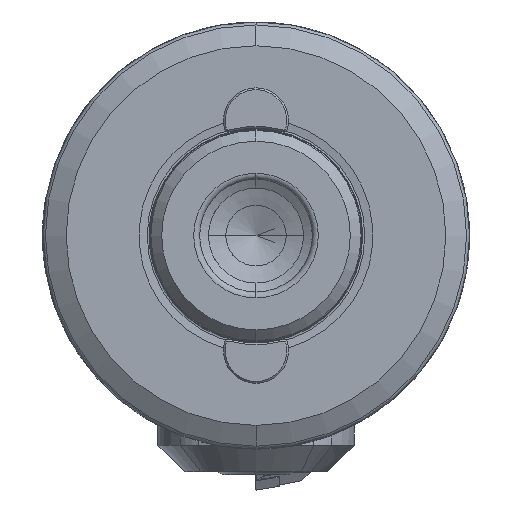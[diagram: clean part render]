
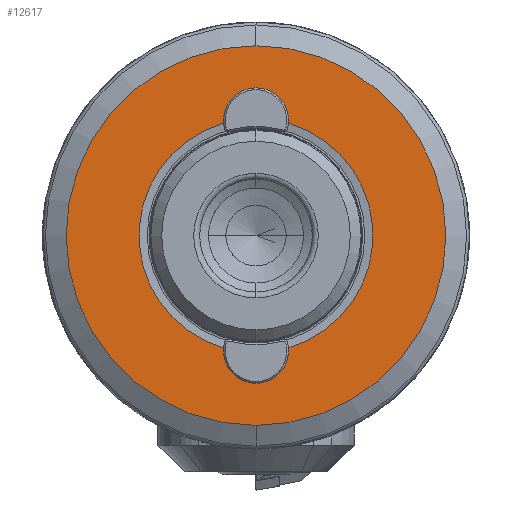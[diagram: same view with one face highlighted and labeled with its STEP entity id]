
A CAD part, left-side view. The second image highlights one B-rep face of the part: STEP entity #12617.
In plain terms, the highlighted planar face has unit normal (-1, 0, 0).
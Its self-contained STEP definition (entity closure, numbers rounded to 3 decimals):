
#531 = ORIENTED_EDGE ( 'NONE', *, *, #7201, .T. ) ;
#1017 = ORIENTED_EDGE ( 'NONE', *, *, #28168, .F. ) ;
#1097 = EDGE_CURVE ( 'NONE', #36090, #3398, #15258, .T. ) ;
#1344 = DIRECTION ( 'NONE',  ( 0., 0., 1. ) ) ;
#1365 = DIRECTION ( 'NONE',  ( -1., 0., 0. ) ) ;
#1890 = EDGE_CURVE ( 'NONE', #19141, #36090, #27361, .T. ) ;
#2186 = DIRECTION ( 'NONE',  ( 0., 0., -1. ) ) ;
#2802 = FACE_BOUND ( 'NONE', #10880, .T. ) ;
#2856 = CARTESIAN_POINT ( 'NONE',  ( 0., -2.305, 19.58 ) ) ;
#3398 = VERTEX_POINT ( 'NONE', #21578 ) ;
#3677 = CARTESIAN_POINT ( 'NONE',  ( 0., 0., 24.5 ) ) ;
#4072 = AXIS2_PLACEMENT_3D ( 'NONE', #6892, #27778, #9906 ) ;
#4102 = CARTESIAN_POINT ( 'NONE',  ( 0., 2.305, -19.58 ) ) ;
#6127 = CIRCLE ( 'NONE', #8513, 19.715 ) ;
#6520 = CARTESIAN_POINT ( 'NONE',  ( 0., 2.305, 19.58 ) ) ;
#6892 = CARTESIAN_POINT ( 'NONE',  ( 0., 0., -21.5 ) ) ;
#7201 = EDGE_CURVE ( 'NONE', #29540, #11794, #9657, .T. ) ;
#8054 = CARTESIAN_POINT ( 'NONE',  ( 0., 19.715, 0. ) ) ;
#8414 = DIRECTION ( 'NONE',  ( -1., 0., 0. ) ) ;
#8513 = AXIS2_PLACEMENT_3D ( 'NONE', #19198, #1365, #22212 ) ;
#9657 = CIRCLE ( 'NONE', #28838, 32. ) ;
#9841 = EDGE_CURVE ( 'NONE', #37050, #18121, #21639, .T. ) ;
#9906 = DIRECTION ( 'NONE',  ( 0., 0., 1. ) ) ;
#10596 = CARTESIAN_POINT ( 'NONE',  ( 0., 0., 21.5 ) ) ;
#10854 = CARTESIAN_POINT ( 'NONE',  ( 0., 0., 21.5 ) ) ;
#10880 = EDGE_LOOP ( 'NONE', ( #19226, #19020, #32482, #36148, #14539, #1017 ) ) ;
#10900 = ORIENTED_EDGE ( 'NONE', *, *, #35000, .T. ) ;
#11421 = DIRECTION ( 'NONE',  ( -1., 0., 0. ) ) ;
#11452 = EDGE_CURVE ( 'NONE', #13466, #37050, #6127, .T. ) ;
#11520 = AXIS2_PLACEMENT_3D ( 'NONE', #8054, #20030, #2186 ) ;
#11794 = VERTEX_POINT ( 'NONE', #32585 ) ;
#12617 = ADVANCED_FACE ( 'NONE', ( #34538, #2802 ), #37929, .F. ) ;
#12636 = EDGE_LOOP ( 'NONE', ( #10900, #531 ) ) ;
#13466 = VERTEX_POINT ( 'NONE', #25021 ) ;
#13587 = DIRECTION ( 'NONE',  ( 0., 0., 1. ) ) ;
#13844 = DIRECTION ( 'NONE',  ( 0., 0., 1. ) ) ;
#14539 = ORIENTED_EDGE ( 'NONE', *, *, #11452, .F. ) ;
#14544 = CIRCLE ( 'NONE', #20124, 3. ) ;
#15258 = CIRCLE ( 'NONE', #4072, 3. ) ;
#15758 = DIRECTION ( 'NONE',  ( -1., 0., 0. ) ) ;
#18121 = VERTEX_POINT ( 'NONE', #3677 ) ;
#19020 = ORIENTED_EDGE ( 'NONE', *, *, #1890, .F. ) ;
#19141 = VERTEX_POINT ( 'NONE', #6520 ) ;
#19170 = DIRECTION ( 'NONE',  ( -1., 0., 0. ) ) ;
#19198 = CARTESIAN_POINT ( 'NONE',  ( 0., 0., 0. ) ) ;
#19226 = ORIENTED_EDGE ( 'NONE', *, *, #1097, .F. ) ;
#19353 = CIRCLE ( 'NONE', #23364, 32. ) ;
#20030 = DIRECTION ( 'NONE',  ( 1., 0., 0. ) ) ;
#20124 = AXIS2_PLACEMENT_3D ( 'NONE', #29290, #11421, #32262 ) ;
#20133 = AXIS2_PLACEMENT_3D ( 'NONE', #10596, #31428, #13587 ) ;
#20538 = AXIS2_PLACEMENT_3D ( 'NONE', #33616, #15758, #36643 ) ;
#20724 = CIRCLE ( 'NONE', #21893, 3. ) ;
#21578 = CARTESIAN_POINT ( 'NONE',  ( 0., 0., -24.5 ) ) ;
#21639 = CIRCLE ( 'NONE', #20133, 3. ) ;
#21893 = AXIS2_PLACEMENT_3D ( 'NONE', #10854, #31694, #13844 ) ;
#22212 = DIRECTION ( 'NONE',  ( 0., 0., 1. ) ) ;
#23364 = AXIS2_PLACEMENT_3D ( 'NONE', #26283, #8414, #29265 ) ;
#25021 = CARTESIAN_POINT ( 'NONE',  ( 0., -2.305, -19.58 ) ) ;
#26283 = CARTESIAN_POINT ( 'NONE',  ( 0., 0., 0. ) ) ;
#27361 = CIRCLE ( 'NONE', #20538, 19.715 ) ;
#27778 = DIRECTION ( 'NONE',  ( -1., 0., 0. ) ) ;
#27899 = CARTESIAN_POINT ( 'NONE',  ( 0., 0., 32. ) ) ;
#28168 = EDGE_CURVE ( 'NONE', #3398, #13466, #14544, .T. ) ;
#28838 = AXIS2_PLACEMENT_3D ( 'NONE', #37055, #19170, #1344 ) ;
#29265 = DIRECTION ( 'NONE',  ( 0., 0., 1. ) ) ;
#29290 = CARTESIAN_POINT ( 'NONE',  ( 0., 0., -21.5 ) ) ;
#29540 = VERTEX_POINT ( 'NONE', #27899 ) ;
#31428 = DIRECTION ( 'NONE',  ( -1., 0., 0. ) ) ;
#31694 = DIRECTION ( 'NONE',  ( -1., 0., 0. ) ) ;
#32262 = DIRECTION ( 'NONE',  ( 0., 0., 1. ) ) ;
#32482 = ORIENTED_EDGE ( 'NONE', *, *, #35394, .F. ) ;
#32585 = CARTESIAN_POINT ( 'NONE',  ( 0., 0., -32. ) ) ;
#33616 = CARTESIAN_POINT ( 'NONE',  ( 0., 0., 0. ) ) ;
#34538 = FACE_OUTER_BOUND ( 'NONE', #12636, .T. ) ;
#35000 = EDGE_CURVE ( 'NONE', #11794, #29540, #19353, .T. ) ;
#35394 = EDGE_CURVE ( 'NONE', #18121, #19141, #20724, .T. ) ;
#36090 = VERTEX_POINT ( 'NONE', #4102 ) ;
#36148 = ORIENTED_EDGE ( 'NONE', *, *, #9841, .F. ) ;
#36643 = DIRECTION ( 'NONE',  ( 0., 0., 1. ) ) ;
#37050 = VERTEX_POINT ( 'NONE', #2856 ) ;
#37055 = CARTESIAN_POINT ( 'NONE',  ( 0., 0., 0. ) ) ;
#37929 = PLANE ( 'NONE',  #11520 ) ;
